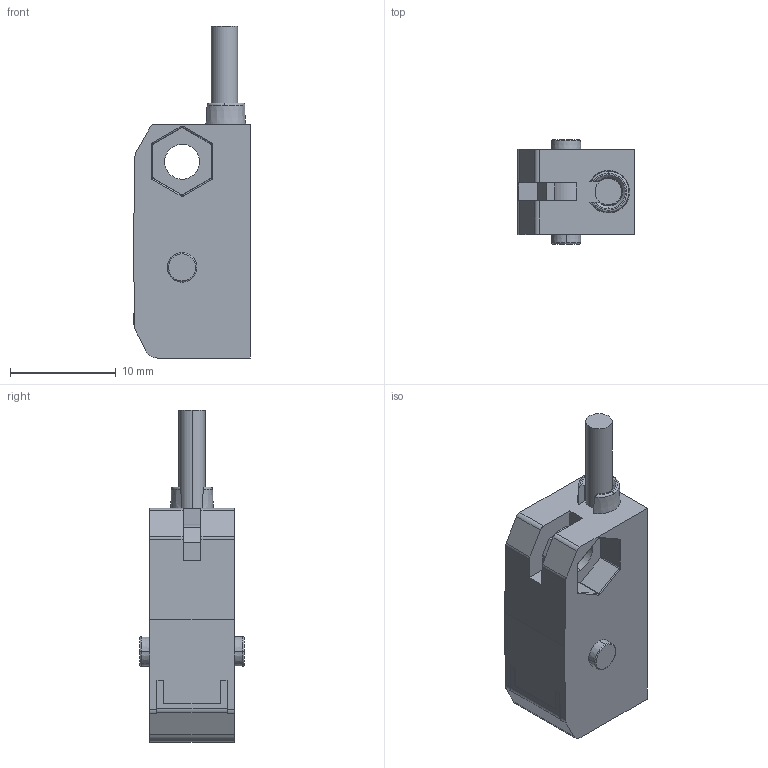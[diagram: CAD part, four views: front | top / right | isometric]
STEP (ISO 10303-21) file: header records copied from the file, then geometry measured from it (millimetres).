
FILE_DESCRIPTION (( 'STEP AP214' ), '1' );
FILE_NAME ('PXPEPTJ-T150NOC-I_3D.STEP', '2022-11-02T18:45:56', ( '' ), ( '' ), 'SwSTEP 2.0', 'SolidWorks 2022', '' );
FILE_SCHEMA (( 'AUTOMOTIVE_DESIGN' ));
Length unit declared in the file: inch
Products named in the file (1): PXPEPTJ-T150NOC-I_3D
Bounding box: 11.05 x 9.85 x 31.41 mm (x, y, z)
Volume: 1792.1 mm3; surface area: 1287.1 mm2
Topology: 1 solids, 3 shells, 136 faces, 346 edges, 222 vertices
Faces by surface type: plane 54, cylinder 44, bspline 18, cone 14, torus 6
Entity records: 4369 total; most frequent: CARTESIAN_POINT 1246, ORIENTED_EDGE 692, DIRECTION 590, EDGE_CURVE 346, VERTEX_POINT 222, AXIS2_PLACEMENT_3D 206, VECTOR 178, LINE 178
